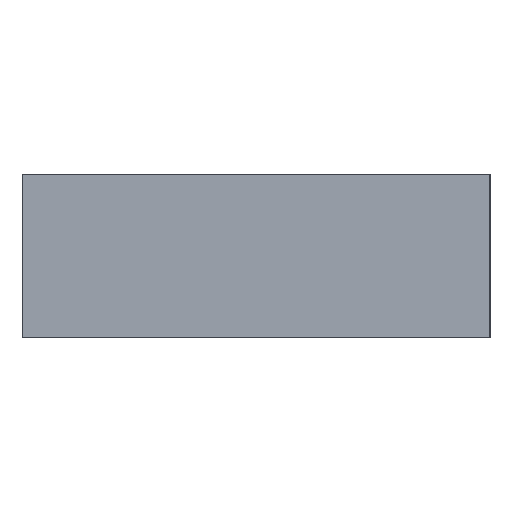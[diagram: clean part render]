
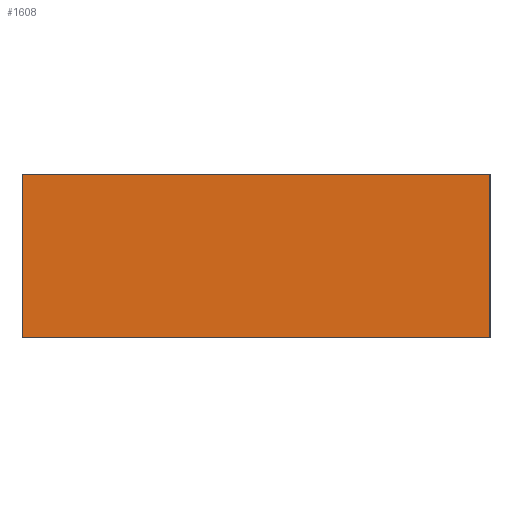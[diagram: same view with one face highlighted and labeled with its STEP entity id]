
A CAD part, left-side view. The second image highlights one B-rep face of the part: STEP entity #1608.
In plain terms, the highlighted planar face has unit normal (-1, 0, 0).
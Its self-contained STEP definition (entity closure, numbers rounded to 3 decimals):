
#76=PLANE('',#1686);
#162=FACE_OUTER_BOUND('',#255,.T.);
#255=EDGE_LOOP('',(#1427,#1428,#1429,#1430));
#404=LINE('',#2912,#567);
#405=LINE('',#2914,#568);
#406=LINE('',#2916,#569);
#407=LINE('',#2917,#570);
#567=VECTOR('',#1935,10.);
#568=VECTOR('',#1936,10.);
#569=VECTOR('',#1937,10.);
#570=VECTOR('',#1938,10.);
#793=VERTEX_POINT('',#2910);
#794=VERTEX_POINT('',#2911);
#795=VERTEX_POINT('',#2913);
#796=VERTEX_POINT('',#2915);
#1012=EDGE_CURVE('',#793,#794,#404,.T.);
#1013=EDGE_CURVE('',#794,#795,#405,.T.);
#1014=EDGE_CURVE('',#795,#796,#406,.T.);
#1015=EDGE_CURVE('',#796,#793,#407,.T.);
#1427=ORIENTED_EDGE('',*,*,#1012,.T.);
#1428=ORIENTED_EDGE('',*,*,#1013,.T.);
#1429=ORIENTED_EDGE('',*,*,#1014,.T.);
#1430=ORIENTED_EDGE('',*,*,#1015,.T.);
#1608=ADVANCED_FACE('',(#162),#76,.T.);
#1686=AXIS2_PLACEMENT_3D('',#2909,#1933,#1934);
#1933=DIRECTION('center_axis',(-1.,0.,0.));
#1934=DIRECTION('ref_axis',(0.,0.,1.));
#1935=DIRECTION('',(0.,-1.,0.));
#1936=DIRECTION('',(0.,0.,1.));
#1937=DIRECTION('',(0.,1.,0.));
#1938=DIRECTION('',(0.,0.,-1.));
#2909=CARTESIAN_POINT('Origin',(-52.5,10.,0.));
#2910=CARTESIAN_POINT('',(-52.5,10.,0.));
#2911=CARTESIAN_POINT('',(-52.5,-10.,0.));
#2912=CARTESIAN_POINT('',(-52.5,-10.,0.));
#2913=CARTESIAN_POINT('',(-52.5,-10.,7.));
#2914=CARTESIAN_POINT('',(-52.5,-10.,0.));
#2915=CARTESIAN_POINT('',(-52.5,10.,7.));
#2916=CARTESIAN_POINT('',(-52.5,-8.,7.));
#2917=CARTESIAN_POINT('',(-52.5,10.,0.));
